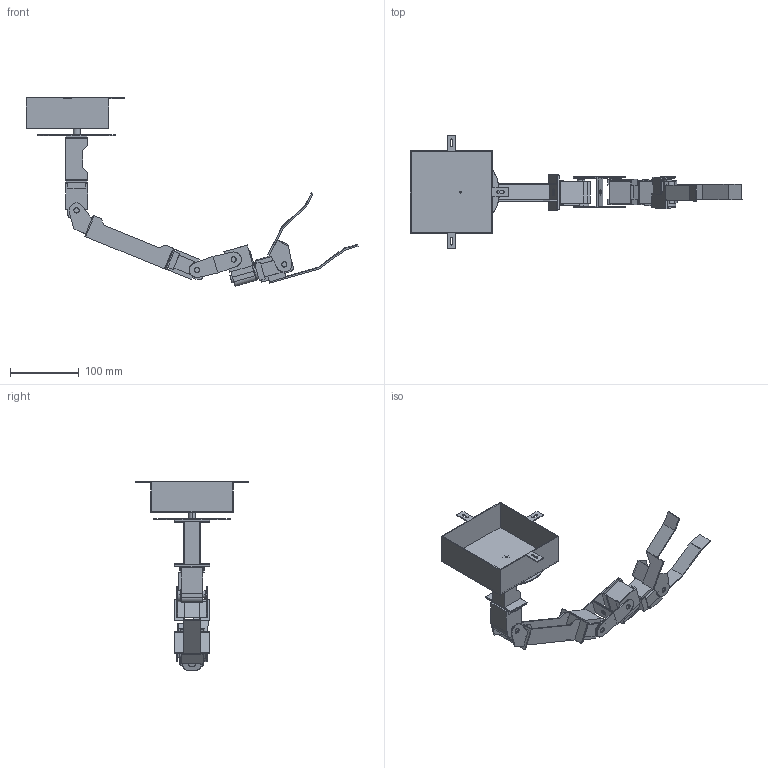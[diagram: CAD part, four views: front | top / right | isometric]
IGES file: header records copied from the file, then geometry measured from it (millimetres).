
Start section: SolidWorks IGES file using analytic representation for surfaces
Global section: file name: Assem AX 12A Arm Single.IGS; native system: SolidWorks 2016; preprocessor: SolidWorks 2016; author: algarcia; date: 160506.111904; units: inch
Bounding box: 483.82 x 165.35 x 274.53 mm (x, y, z)
Surface area: 234420.1 mm2 (no closed solid volume)
Topology: 0 solids, 0 shells, 867 faces, 8956 edges, 8956 vertices
Faces by surface type: bspline 760, revolution 107
